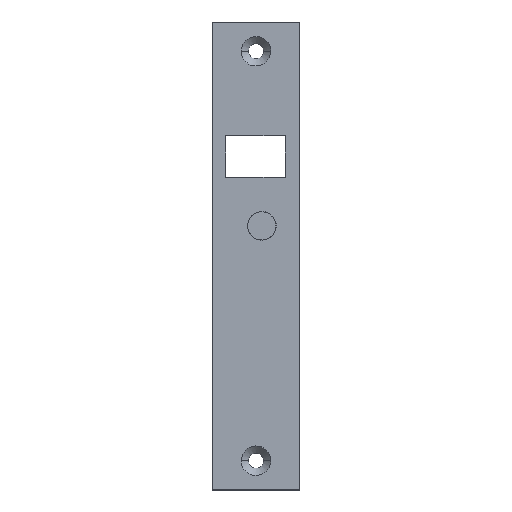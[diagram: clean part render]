
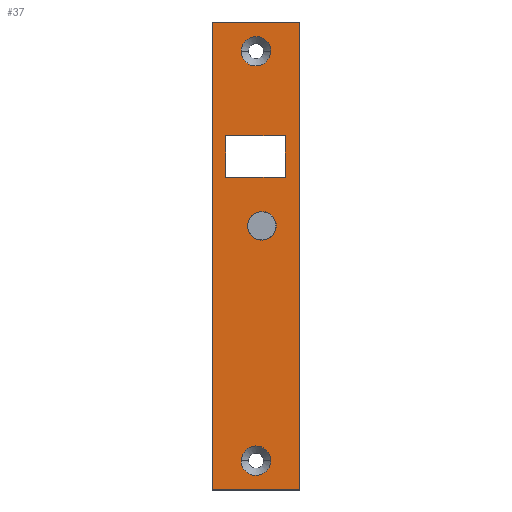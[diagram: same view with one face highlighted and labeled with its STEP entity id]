
A CAD part, top view. The second image highlights one B-rep face of the part: STEP entity #37.
In plain terms, the highlighted planar face has unit normal (0, 0, 1).
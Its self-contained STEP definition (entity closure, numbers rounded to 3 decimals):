
#11=FACE_BOUND('',#94,.T.);
#12=FACE_BOUND('',#95,.T.);
#13=FACE_BOUND('',#96,.T.);
#14=FACE_BOUND('',#97,.T.);
#37=ADVANCED_FACE('',(#65,#11,#12,#13,#14),#414,.T.);
#65=FACE_OUTER_BOUND('',#93,.T.);
#93=EDGE_LOOP('',(#164,#165,#166,#167));
#94=EDGE_LOOP('',(#168,#169));
#95=EDGE_LOOP('',(#170,#171));
#96=EDGE_LOOP('',(#172,#173,#174,#175));
#97=EDGE_LOOP('',(#176,#177));
#164=ORIENTED_EDGE('',*,*,#283,.T.);
#165=ORIENTED_EDGE('',*,*,#280,.T.);
#166=ORIENTED_EDGE('',*,*,#281,.T.);
#167=ORIENTED_EDGE('',*,*,#282,.T.);
#168=ORIENTED_EDGE('',*,*,#264,.T.);
#169=ORIENTED_EDGE('',*,*,#305,.T.);
#170=ORIENTED_EDGE('',*,*,#307,.T.);
#171=ORIENTED_EDGE('',*,*,#260,.T.);
#172=ORIENTED_EDGE('',*,*,#279,.T.);
#173=ORIENTED_EDGE('',*,*,#276,.T.);
#174=ORIENTED_EDGE('',*,*,#277,.T.);
#175=ORIENTED_EDGE('',*,*,#278,.T.);
#176=ORIENTED_EDGE('',*,*,#302,.T.);
#177=ORIENTED_EDGE('',*,*,#266,.T.);
#260=EDGE_CURVE('',#383,#382,#357,.T.);
#264=EDGE_CURVE('',#387,#386,#359,.T.);
#266=EDGE_CURVE('',#388,#389,#360,.T.);
#276=EDGE_CURVE('',#396,#397,#320,.T.);
#277=EDGE_CURVE('',#397,#398,#321,.T.);
#278=EDGE_CURVE('',#398,#399,#322,.T.);
#279=EDGE_CURVE('',#399,#396,#323,.T.);
#280=EDGE_CURVE('',#400,#401,#324,.T.);
#281=EDGE_CURVE('',#401,#402,#325,.T.);
#282=EDGE_CURVE('',#402,#403,#326,.T.);
#283=EDGE_CURVE('',#403,#400,#327,.T.);
#302=EDGE_CURVE('',#389,#388,#366,.T.);
#305=EDGE_CURVE('',#386,#387,#369,.T.);
#307=EDGE_CURVE('',#382,#383,#371,.T.);
#320=B_SPLINE_CURVE_WITH_KNOTS('',1,(#1266,#1267),.UNSPECIFIED.,.F.,.F.,
(2,2),(-14.2,0.),.UNSPECIFIED.);
#321=B_SPLINE_CURVE_WITH_KNOTS('',1,(#1268,#1269),.UNSPECIFIED.,.F.,.F.,
(2,2),(-20.4,0.),.UNSPECIFIED.);
#322=B_SPLINE_CURVE_WITH_KNOTS('',1,(#1270,#1271),.UNSPECIFIED.,.F.,.F.,
(2,2),(-14.2,0.),.UNSPECIFIED.);
#323=B_SPLINE_CURVE_WITH_KNOTS('',1,(#1272,#1273),.UNSPECIFIED.,.F.,.F.,
(2,2),(-20.4,0.),.UNSPECIFIED.);
#324=B_SPLINE_CURVE_WITH_KNOTS('',1,(#1274,#1275),.UNSPECIFIED.,.F.,.F.,
(2,2),(0.,30.),.UNSPECIFIED.);
#325=B_SPLINE_CURVE_WITH_KNOTS('',1,(#1276,#1277),.UNSPECIFIED.,.F.,.F.,
(2,2),(0.,160.),.UNSPECIFIED.);
#326=B_SPLINE_CURVE_WITH_KNOTS('',1,(#1278,#1279),.UNSPECIFIED.,.F.,.F.,
(2,2),(0.,30.),.UNSPECIFIED.);
#327=B_SPLINE_CURVE_WITH_KNOTS('',1,(#1280,#1281),.UNSPECIFIED.,.F.,.F.,
(2,2),(0.,160.),.UNSPECIFIED.);
#357=(
BOUNDED_CURVE()
B_SPLINE_CURVE(2,(#1213,#1214,#1215,#1216,#1217),.UNSPECIFIED.,.F.,.F.)
B_SPLINE_CURVE_WITH_KNOTS((3,2,3),(0.,7.933,15.865),
 .UNSPECIFIED.)
CURVE()
GEOMETRIC_REPRESENTATION_ITEM()
RATIONAL_B_SPLINE_CURVE((1.,0.707,1.,0.707,1.))
REPRESENTATION_ITEM('')
);
#359=(
BOUNDED_CURVE()
B_SPLINE_CURVE(2,(#1227,#1228,#1229,#1230,#1231),.UNSPECIFIED.,.F.,.F.)
B_SPLINE_CURVE_WITH_KNOTS((3,2,3),(0.,7.933,15.865),
 .UNSPECIFIED.)
CURVE()
GEOMETRIC_REPRESENTATION_ITEM()
RATIONAL_B_SPLINE_CURVE((1.,0.707,1.,0.707,1.))
REPRESENTATION_ITEM('')
);
#360=(
BOUNDED_CURVE()
B_SPLINE_CURVE(2,(#1234,#1235,#1236,#1237,#1238),.UNSPECIFIED.,.F.,.F.)
B_SPLINE_CURVE_WITH_KNOTS((3,2,3),(-15.394,-7.697,0.),
 .UNSPECIFIED.)
CURVE()
GEOMETRIC_REPRESENTATION_ITEM()
RATIONAL_B_SPLINE_CURVE((1.,0.707,1.,0.707,1.))
REPRESENTATION_ITEM('')
);
#366=(
BOUNDED_CURVE()
B_SPLINE_CURVE(2,(#1324,#1325,#1326,#1327,#1328),.UNSPECIFIED.,.F.,.F.)
B_SPLINE_CURVE_WITH_KNOTS((3,2,3),(-15.394,-7.697,0.),
 .UNSPECIFIED.)
CURVE()
GEOMETRIC_REPRESENTATION_ITEM()
RATIONAL_B_SPLINE_CURVE((1.,0.707,1.,0.707,1.))
REPRESENTATION_ITEM('')
);
#369=(
BOUNDED_CURVE()
B_SPLINE_CURVE(2,(#1339,#1340,#1341,#1342,#1343),.UNSPECIFIED.,.F.,.F.)
B_SPLINE_CURVE_WITH_KNOTS((3,2,3),(0.,7.933,15.865),
 .UNSPECIFIED.)
CURVE()
GEOMETRIC_REPRESENTATION_ITEM()
RATIONAL_B_SPLINE_CURVE((1.,0.707,1.,0.707,1.))
REPRESENTATION_ITEM('')
);
#371=(
BOUNDED_CURVE()
B_SPLINE_CURVE(2,(#1349,#1350,#1351,#1352,#1353),.UNSPECIFIED.,.F.,.F.)
B_SPLINE_CURVE_WITH_KNOTS((3,2,3),(0.,7.933,15.865),
 .UNSPECIFIED.)
CURVE()
GEOMETRIC_REPRESENTATION_ITEM()
RATIONAL_B_SPLINE_CURVE((1.,0.707,1.,0.707,1.))
REPRESENTATION_ITEM('')
);
#382=VERTEX_POINT('',#1176);
#383=VERTEX_POINT('',#1177);
#386=VERTEX_POINT('',#1180);
#387=VERTEX_POINT('',#1181);
#388=VERTEX_POINT('',#1182);
#389=VERTEX_POINT('',#1183);
#396=VERTEX_POINT('',#1190);
#397=VERTEX_POINT('',#1191);
#398=VERTEX_POINT('',#1192);
#399=VERTEX_POINT('',#1193);
#400=VERTEX_POINT('',#1194);
#401=VERTEX_POINT('',#1195);
#402=VERTEX_POINT('',#1196);
#403=VERTEX_POINT('',#1197);
#414=PLANE('',#530);
#530=AXIS2_PLACEMENT_3D('',#1074,#545,$);
#545=DIRECTION('',(0.,0.,1.));
#1074=CARTESIAN_POINT('',(33.001,176.001,0.));
#1176=CARTESIAN_POINT('',(20.05,150.,0.));
#1177=CARTESIAN_POINT('',(9.95,150.,0.));
#1180=CARTESIAN_POINT('',(20.05,10.,0.));
#1181=CARTESIAN_POINT('',(9.95,10.,0.));
#1182=CARTESIAN_POINT('',(12.1,90.3,0.));
#1183=CARTESIAN_POINT('',(21.9,90.3,0.));
#1190=CARTESIAN_POINT('',(4.6,106.9,0.));
#1191=CARTESIAN_POINT('',(4.6,121.1,0.));
#1192=CARTESIAN_POINT('',(25.,121.1,0.));
#1193=CARTESIAN_POINT('',(25.,106.9,0.));
#1194=CARTESIAN_POINT('',(30.,160.,0.));
#1195=CARTESIAN_POINT('',(0.,160.,0.));
#1196=CARTESIAN_POINT('',(0.,0.,0.));
#1197=CARTESIAN_POINT('',(30.,0.,0.));
#1213=CARTESIAN_POINT('',(9.95,150.,0.));
#1214=CARTESIAN_POINT('',(9.95,155.05,0.));
#1215=CARTESIAN_POINT('',(15.,155.05,0.));
#1216=CARTESIAN_POINT('',(20.05,155.05,0.));
#1217=CARTESIAN_POINT('',(20.05,150.,0.));
#1227=CARTESIAN_POINT('',(9.95,10.,0.));
#1228=CARTESIAN_POINT('',(9.95,15.05,0.));
#1229=CARTESIAN_POINT('',(15.,15.05,0.));
#1230=CARTESIAN_POINT('',(20.05,15.05,0.));
#1231=CARTESIAN_POINT('',(20.05,10.,0.));
#1234=CARTESIAN_POINT('',(12.1,90.3,0.));
#1235=CARTESIAN_POINT('',(12.1,95.2,0.));
#1236=CARTESIAN_POINT('',(17.,95.2,0.));
#1237=CARTESIAN_POINT('',(21.9,95.2,0.));
#1238=CARTESIAN_POINT('',(21.9,90.3,0.));
#1266=CARTESIAN_POINT('',(4.6,106.9,0.));
#1267=CARTESIAN_POINT('',(4.6,121.1,0.));
#1268=CARTESIAN_POINT('',(4.6,121.1,0.));
#1269=CARTESIAN_POINT('',(25.,121.1,0.));
#1270=CARTESIAN_POINT('',(25.,121.1,0.));
#1271=CARTESIAN_POINT('',(25.,106.9,0.));
#1272=CARTESIAN_POINT('',(25.,106.9,0.));
#1273=CARTESIAN_POINT('',(4.6,106.9,0.));
#1274=CARTESIAN_POINT('',(30.,160.,0.));
#1275=CARTESIAN_POINT('',(0.,160.,0.));
#1276=CARTESIAN_POINT('',(0.,160.,0.));
#1277=CARTESIAN_POINT('',(0.,0.,0.));
#1278=CARTESIAN_POINT('',(0.,0.,0.));
#1279=CARTESIAN_POINT('',(30.,0.,0.));
#1280=CARTESIAN_POINT('',(30.,0.,0.));
#1281=CARTESIAN_POINT('',(30.,160.,0.));
#1324=CARTESIAN_POINT('',(21.9,90.3,0.));
#1325=CARTESIAN_POINT('',(21.9,85.4,0.));
#1326=CARTESIAN_POINT('',(17.,85.4,0.));
#1327=CARTESIAN_POINT('',(12.1,85.4,0.));
#1328=CARTESIAN_POINT('',(12.1,90.3,0.));
#1339=CARTESIAN_POINT('',(20.05,10.,0.));
#1340=CARTESIAN_POINT('',(20.05,4.95,0.));
#1341=CARTESIAN_POINT('',(15.,4.95,0.));
#1342=CARTESIAN_POINT('',(9.95,4.95,0.));
#1343=CARTESIAN_POINT('',(9.95,10.,0.));
#1349=CARTESIAN_POINT('',(20.05,150.,0.));
#1350=CARTESIAN_POINT('',(20.05,144.95,0.));
#1351=CARTESIAN_POINT('',(15.,144.95,0.));
#1352=CARTESIAN_POINT('',(9.95,144.95,0.));
#1353=CARTESIAN_POINT('',(9.95,150.,0.));
